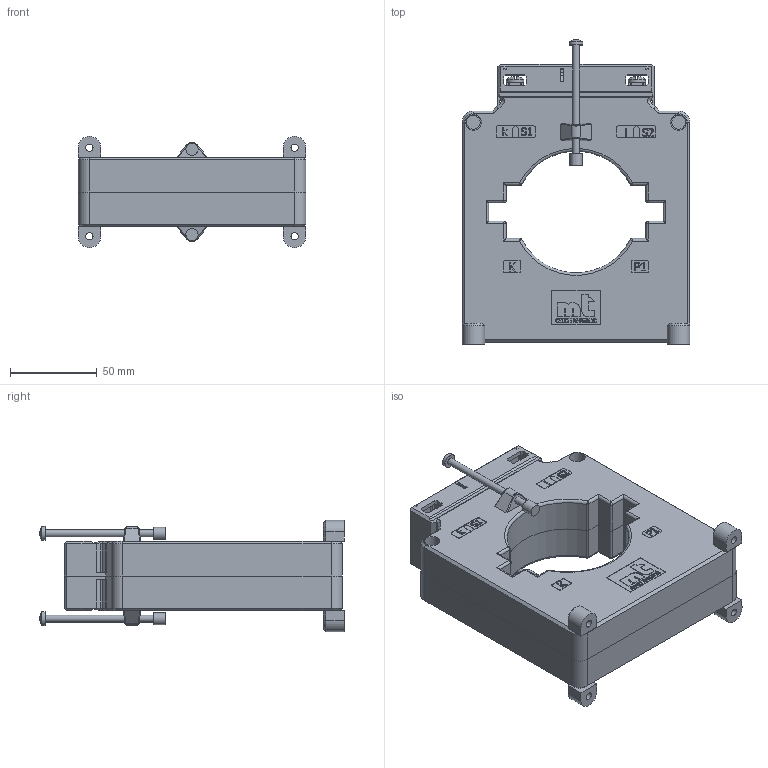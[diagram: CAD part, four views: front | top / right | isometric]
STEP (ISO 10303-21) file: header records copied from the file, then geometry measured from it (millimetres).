
FILE_DESCRIPTION(/* description */ (''),/* implementation_level */ '2;1');
FILE_NAME(/* name */ 'CLB 10.step',/* time_stamp */ '2024-10-25T09:19:40+02:00',/* author */ ('peter'),/* organization */ (''),/* preprocessor_version */ 'ST-DEVELOPER v20',/* originating_system */ 'Autodesk Inventor 2025',/* authorisation */ '');
FILE_SCHEMA (('AUTOMOTIVE_DESIGN { 1 0 10303 214 3 1 1 }'));
Length unit declared in the file: millimetre
Products named in the file (11): Current transformer CLB 10; Front plastic case CLB 10; Back plastic case CLB 10; Tape label CLB 10; Secondary terminal 28 CLB; Secondary terminal cover 37B CLB; Plastic mounting foot; Rivet 20; Insulating cap; Screw M5x8; Screw 4x70
Assembly tree (23 placements, depth 2):
  Current transformer CLB 10
    Front plastic case CLB 10
    Back plastic case CLB 10
    Tape label CLB 10
    Secondary terminal 28 CLB  x2
    Secondary terminal cover 37B CLB  x2
    Plastic mounting foot  x4
    Rivet 20  x4
    Insulating cap  x2
    Screw M5x8  x4
    Screw 4x70  x2
Bounding box: 131 x 174.97 x 64 mm (x, y, z)
Volume: 601269.2 mm3; surface area: 119772.1 mm2
Topology: 23 solids, 27 shells, 1797 faces, 4781 edges, 3116 vertices
Faces by surface type: plane 1116, bspline 357, cylinder 256, cone 46, torus 12, sphere 10
Full cylindrical faces by diameter (mm): 1.5 x4, 2.4 x4, 2.95 x2, 3 x6, 3.5 x2, 4 x8, 4.1 x4, 4.134 x4, 4.2 x4, 4.5 x4, 5 x8, 7 x2, 8 x14, 9 x8, 10 x4
Entity records: 49789 total; most frequent: CARTESIAN_POINT 13528, ORIENTED_EDGE 8094, DIRECTION 6074, EDGE_CURVE 4047, LINE 2908, VECTOR 2908, VERTEX_POINT 2647, EDGE_LOOP 1642
